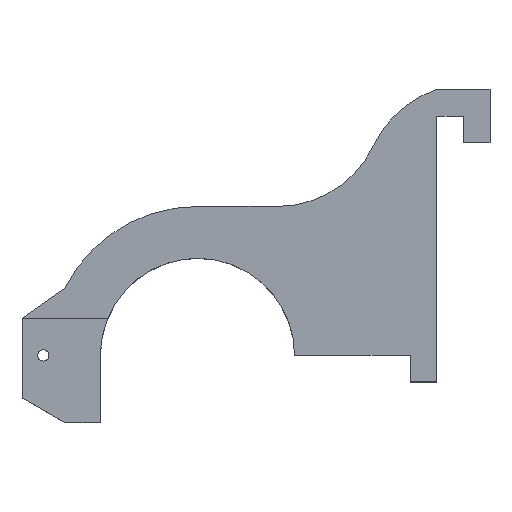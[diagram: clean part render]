
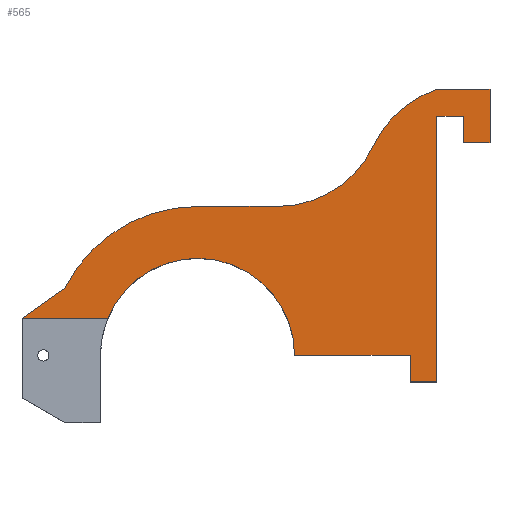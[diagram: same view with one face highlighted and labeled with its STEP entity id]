
A CAD part, top view. The second image highlights one B-rep face of the part: STEP entity #565.
In plain terms, the highlighted planar face has unit normal (0, 0, 1).
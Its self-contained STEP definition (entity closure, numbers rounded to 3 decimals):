
#134=CARTESIAN_POINT('',(-10.,-25.,10.));
#135=DIRECTION('',(0.,0.,-1.));
#136=DIRECTION('',(-0.924,0.384,0.));
#137=AXIS2_PLACEMENT_3D('',#134,#135,#136);
#139=DIRECTION('',(1.,0.,0.));
#140=VECTOR('',#139,16.146);
#141=CARTESIAN_POINT('',(-43.,-18.,10.));
#142=LINE('',#141,#140);
#143=DIRECTION('',(-0.819,-0.574,0.));
#144=VECTOR('',#143,9.771);
#145=CARTESIAN_POINT('',(-34.999,-12.39,10.));
#146=LINE('',#145,#144);
#147=CARTESIAN_POINT('',(-10.,-25.,10.));
#148=DIRECTION('',(0.,0.,1.));
#149=DIRECTION('',(0.,1.,0.));
#150=AXIS2_PLACEMENT_3D('',#147,#148,#149);
#152=DIRECTION('',(-1.,0.,0.));
#153=VECTOR('',#152,15.);
#154=CARTESIAN_POINT('',(5.001,3.,10.));
#155=LINE('',#154,#153);
#156=CARTESIAN_POINT('',(41.202,5.986,10.));
#157=DIRECTION('',(0.,0.,1.));
#158=DIRECTION('',(-0.31,0.951,0.));
#159=AXIS2_PLACEMENT_3D('',#156,#157,#158);
#161=DIRECTION('',(-1.,0.,0.));
#162=VECTOR('',#161,10.);
#163=CARTESIAN_POINT('',(45.,25.,10.));
#164=LINE('',#163,#162);
#165=DIRECTION('',(0.,1.,0.));
#166=VECTOR('',#165,10.);
#167=CARTESIAN_POINT('',(45.,15.,10.));
#168=LINE('',#167,#166);
#169=DIRECTION('',(1.,0.,0.));
#170=VECTOR('',#169,5.);
#171=CARTESIAN_POINT('',(40.,15.,10.));
#172=LINE('',#171,#170);
#173=DIRECTION('',(0.,-1.,0.));
#174=VECTOR('',#173,5.);
#175=CARTESIAN_POINT('',(40.,20.,10.));
#176=LINE('',#175,#174);
#177=DIRECTION('',(1.,0.,0.));
#178=VECTOR('',#177,5.);
#179=CARTESIAN_POINT('',(35.,20.,10.));
#180=LINE('',#179,#178);
#181=DIRECTION('',(1.,0.,0.));
#182=VECTOR('',#181,5.);
#183=CARTESIAN_POINT('',(30.,-30.,10.));
#184=LINE('',#183,#182);
#185=DIRECTION('',(0.,-1.,0.));
#186=VECTOR('',#185,5.);
#187=CARTESIAN_POINT('',(30.,-25.,10.));
#188=LINE('',#187,#186);
#189=DIRECTION('',(1.,0.,0.));
#190=VECTOR('',#189,21.75);
#191=CARTESIAN_POINT('',(8.25,-25.,10.));
#192=LINE('',#191,#190);
#201=CARTESIAN_POINT('',(5.001,23.,10.));
#202=DIRECTION('',(0.,0.,-1.));
#203=DIRECTION('',(0.905,-0.425,0.));
#204=AXIS2_PLACEMENT_3D('',#201,#202,#203);
#235=DIRECTION('',(0.,1.,0.));
#236=VECTOR('',#235,50.);
#237=CARTESIAN_POINT('',(35.,-30.,10.));
#238=LINE('',#237,#236);
#288=CARTESIAN_POINT('',(-10.,3.,10.));
#290=VERTEX_POINT('',#288);
#292=CARTESIAN_POINT('',(8.25,-25.,10.));
#294=VERTEX_POINT('',#292);
#296=CARTESIAN_POINT('',(5.001,3.,10.));
#298=VERTEX_POINT('',#296);
#299=CARTESIAN_POINT('',(23.101,14.493,10.));
#301=VERTEX_POINT('',#299);
#303=CARTESIAN_POINT('',(40.,20.,10.));
#304=CARTESIAN_POINT('',(40.,15.,10.));
#305=VERTEX_POINT('',#303);
#306=VERTEX_POINT('',#304);
#307=CARTESIAN_POINT('',(45.,15.,10.));
#308=VERTEX_POINT('',#307);
#309=CARTESIAN_POINT('',(45.,25.,10.));
#310=VERTEX_POINT('',#309);
#311=CARTESIAN_POINT('',(30.,-30.,10.));
#312=CARTESIAN_POINT('',(35.,-30.,10.));
#313=VERTEX_POINT('',#311);
#314=VERTEX_POINT('',#312);
#328=CARTESIAN_POINT('',(30.,-25.,10.));
#330=VERTEX_POINT('',#328);
#332=CARTESIAN_POINT('',(35.,20.,10.));
#334=VERTEX_POINT('',#332);
#336=CARTESIAN_POINT('',(35.,25.,10.));
#338=VERTEX_POINT('',#336);
#340=CARTESIAN_POINT('',(-34.999,-12.39,10.));
#342=VERTEX_POINT('',#340);
#365=CARTESIAN_POINT('',(-26.854,-18.,10.));
#366=VERTEX_POINT('',#365);
#367=CARTESIAN_POINT('',(-43.,-18.,10.));
#368=VERTEX_POINT('',#367);
#530=CARTESIAN_POINT('',(0.,0.,10.));
#531=DIRECTION('',(0.,0.,1.));
#532=DIRECTION('',(1.,0.,0.));
#533=AXIS2_PLACEMENT_3D('',#530,#531,#532);
#534=PLANE('',#533);
#535=ORIENTED_EDGE('',*,*,#507,.F.);
#536=ORIENTED_EDGE('',*,*,#522,.F.);
#537=ORIENTED_EDGE('',*,*,#453,.F.);
#538=ORIENTED_EDGE('',*,*,#439,.F.);
#540=ORIENTED_EDGE('',*,*,#539,.F.);
#542=ORIENTED_EDGE('',*,*,#541,.F.);
#544=ORIENTED_EDGE('',*,*,#543,.F.);
#546=ORIENTED_EDGE('',*,*,#545,.F.);
#548=ORIENTED_EDGE('',*,*,#547,.F.);
#550=ORIENTED_EDGE('',*,*,#549,.F.);
#552=ORIENTED_EDGE('',*,*,#551,.F.);
#554=ORIENTED_EDGE('',*,*,#553,.F.);
#556=ORIENTED_EDGE('',*,*,#555,.F.);
#558=ORIENTED_EDGE('',*,*,#557,.F.);
#560=ORIENTED_EDGE('',*,*,#559,.F.);
#562=ORIENTED_EDGE('',*,*,#561,.F.);
#563=EDGE_LOOP('',(#535,#536,#537,#538,#540,#542,#544,#546,#548,#550,#552,#554,
#556,#558,#560,#562));
#564=FACE_OUTER_BOUND('',#563,.F.);
#565=ADVANCED_FACE('',(#564),#534,.T.);
#138=CIRCLE('',#137,18.25);
#151=CIRCLE('',#150,28.);
#160=CIRCLE('',#159,20.);
#205=CIRCLE('',#204,20.);
#439=EDGE_CURVE('',#290,#342,#151,.T.);
#453=EDGE_CURVE('',#342,#368,#146,.T.);
#507=EDGE_CURVE('',#366,#294,#138,.T.);
#522=EDGE_CURVE('',#368,#366,#142,.T.);
#539=EDGE_CURVE('',#298,#290,#155,.T.);
#541=EDGE_CURVE('',#301,#298,#205,.T.);
#543=EDGE_CURVE('',#338,#301,#160,.T.);
#545=EDGE_CURVE('',#310,#338,#164,.T.);
#547=EDGE_CURVE('',#308,#310,#168,.T.);
#549=EDGE_CURVE('',#306,#308,#172,.T.);
#551=EDGE_CURVE('',#305,#306,#176,.T.);
#553=EDGE_CURVE('',#334,#305,#180,.T.);
#555=EDGE_CURVE('',#314,#334,#238,.T.);
#557=EDGE_CURVE('',#313,#314,#184,.T.);
#559=EDGE_CURVE('',#330,#313,#188,.T.);
#561=EDGE_CURVE('',#294,#330,#192,.T.);
